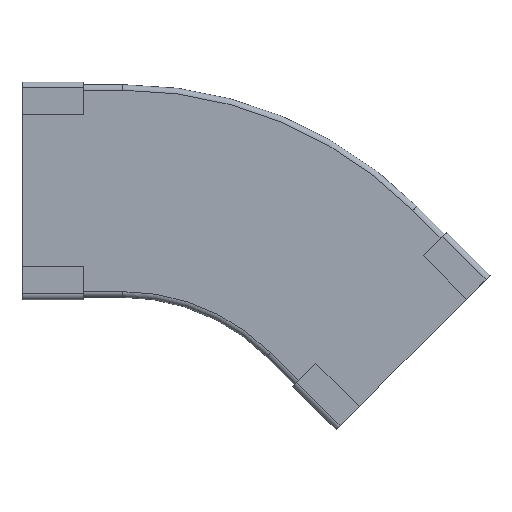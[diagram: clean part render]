
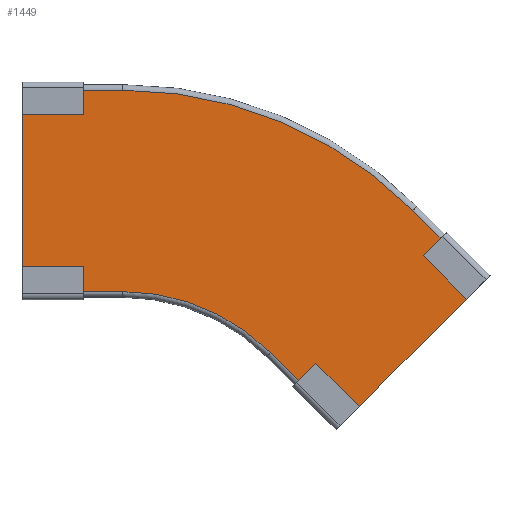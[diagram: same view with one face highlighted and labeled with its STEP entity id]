
A CAD part, top view. The second image highlights one B-rep face of the part: STEP entity #1449.
In plain terms, the highlighted planar face has unit normal (0, 0, 1).
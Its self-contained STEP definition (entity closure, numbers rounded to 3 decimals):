
#79=CIRCLE('',#1574,102.);
#86=CIRCLE('',#1587,200.397);
#199=FACE_OUTER_BOUND('',#281,.T.);
#281=EDGE_LOOP('',(#1272,#1273,#1274,#1275,#1276,#1277,#1278,#1279));
#387=LINE('',#2342,#527);
#398=LINE('',#2371,#538);
#407=LINE('',#2407,#547);
#418=LINE('',#2450,#558);
#419=LINE('',#2452,#559);
#420=LINE('',#2453,#560);
#527=VECTOR('',#1901,1.);
#538=VECTOR('',#1926,1.);
#547=VECTOR('',#1967,1.);
#558=VECTOR('',#2016,1.);
#559=VECTOR('',#2017,1.);
#560=VECTOR('',#2018,1.);
#664=VERTEX_POINT('',#2339);
#665=VERTEX_POINT('',#2341);
#676=VERTEX_POINT('',#2369);
#680=VERTEX_POINT('',#2383);
#687=VERTEX_POINT('',#2404);
#690=VERTEX_POINT('',#2414);
#700=VERTEX_POINT('',#2449);
#701=VERTEX_POINT('',#2451);
#844=EDGE_CURVE('',#664,#665,#387,.T.);
#859=EDGE_CURVE('',#676,#664,#398,.T.);
#866=EDGE_CURVE('',#676,#680,#79,.T.);
#877=EDGE_CURVE('',#687,#665,#407,.T.);
#882=EDGE_CURVE('',#687,#690,#86,.T.);
#898=EDGE_CURVE('',#700,#680,#418,.T.);
#899=EDGE_CURVE('',#700,#701,#419,.T.);
#900=EDGE_CURVE('',#701,#690,#420,.T.);
#1272=ORIENTED_EDGE('',*,*,#898,.F.);
#1273=ORIENTED_EDGE('',*,*,#899,.T.);
#1274=ORIENTED_EDGE('',*,*,#900,.T.);
#1275=ORIENTED_EDGE('',*,*,#882,.F.);
#1276=ORIENTED_EDGE('',*,*,#877,.T.);
#1277=ORIENTED_EDGE('',*,*,#844,.F.);
#1278=ORIENTED_EDGE('',*,*,#859,.F.);
#1279=ORIENTED_EDGE('',*,*,#866,.T.);
#1371=PLANE('',#1601);
#1449=ADVANCED_FACE('',(#199),#1371,.T.);
#1574=AXIS2_PLACEMENT_3D('',#2386,#1943,#1944);
#1587=AXIS2_PLACEMENT_3D('',#2417,#1978,#1979);
#1601=AXIS2_PLACEMENT_3D('',#2448,#2014,#2015);
#1901=DIRECTION('',(0.,1.,0.));
#1926=DIRECTION('',(-1.,0.,0.));
#1943=DIRECTION('center_axis',(0.,0.,-1.));
#1944=DIRECTION('ref_axis',(0.,1.,0.));
#1967=DIRECTION('',(-1.,0.,0.));
#1978=DIRECTION('center_axis',(0.,0.,-1.));
#1979=DIRECTION('ref_axis',(0.,1.,0.));
#2014=DIRECTION('center_axis',(0.,0.,
1.));
#2015=DIRECTION('ref_axis',(-0.707,0.707,0.));
#2016=DIRECTION('',(-0.707,0.707,0.));
#2017=DIRECTION('',(0.707,0.707,0.));
#2018=DIRECTION('',(-0.707,0.707,0.));
#2339=CARTESIAN_POINT('',(-11.132,-6.812,18.503));
#2341=CARTESIAN_POINT('',(-11.132,91.585,18.503));
#2342=CARTESIAN_POINT('',(-11.132,-6.812,18.503));
#2369=CARTESIAN_POINT('',(38.168,-6.812,18.503));
#2371=CARTESIAN_POINT('',(38.168,-6.812,18.503));
#2383=CARTESIAN_POINT('',(110.293,-36.688,18.503));
#2386=CARTESIAN_POINT('Origin',(38.168,-108.812,18.503));
#2404=CARTESIAN_POINT('',(38.168,91.585,18.503));
#2407=CARTESIAN_POINT('',(38.168,91.585,18.503));
#2414=CARTESIAN_POINT('',(179.87,32.89,18.503));
#2417=CARTESIAN_POINT('Origin',(38.168,-108.812,18.503));
#2448=CARTESIAN_POINT('Origin',(-33.957,-36.688,18.503));
#2449=CARTESIAN_POINT('',(145.153,-71.548,18.503));
#2450=CARTESIAN_POINT('',(145.153,-71.548,18.503));
#2451=CARTESIAN_POINT('',(214.73,-1.971,18.503));
#2452=CARTESIAN_POINT('',(145.153,-71.548,18.503));
#2453=CARTESIAN_POINT('',(214.73,-1.971,18.503));
